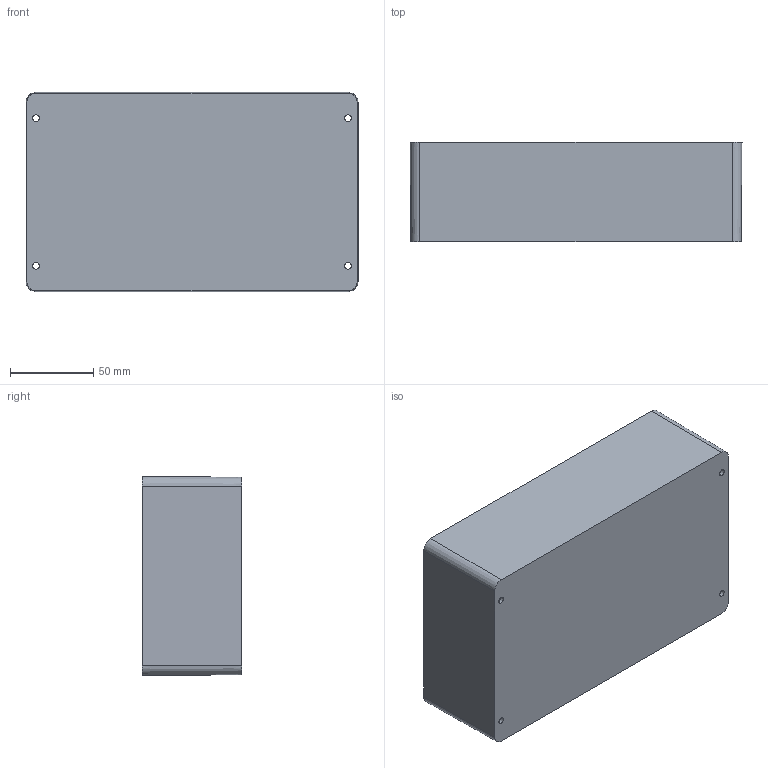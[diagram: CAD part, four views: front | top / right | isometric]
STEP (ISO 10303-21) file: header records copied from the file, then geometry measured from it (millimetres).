
FILE_DESCRIPTION (( 'STEP AP203' ), '1' );
FILE_NAME ('FIBOX_EU122006B.STEP', '2005-08-31T09:56:59', ( ' ' ), ( ' ' ), 'SwSTEP 2.0', 'SolidWorks 2005187', '' );
FILE_SCHEMA (( 'CONFIG_CONTROL_DESIGN' ));
Length unit declared in the file: millimetre
Products named in the file (1): FIBOX_EU122006B
Bounding box: 200 x 60 x 120 mm (x, y, z)
Volume: 212137.5 mm3; surface area: 130104.1 mm2
Topology: 1 solids, 1 shells, 236 faces, 537 edges, 358 vertices
Faces by surface type: plane 116, cylinder 112, cone 8
Entity records: 6814 total; most frequent: DIRECTION 1251, CARTESIAN_POINT 1132, ORIENTED_EDGE 1074, EDGE_CURVE 537, AXIS2_PLACEMENT_3D 477, VERTEX_POINT 358, EDGE_LOOP 299, VECTOR 297
